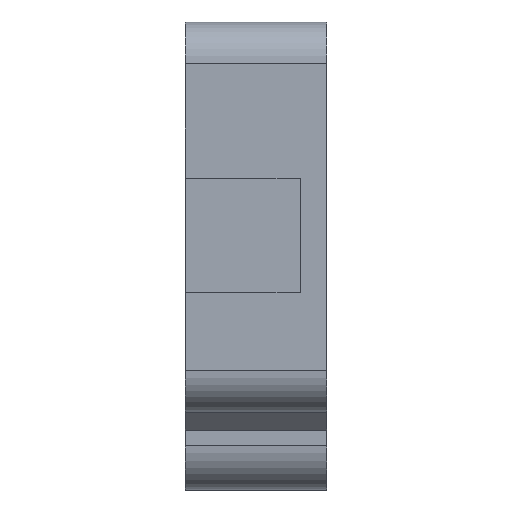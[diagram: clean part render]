
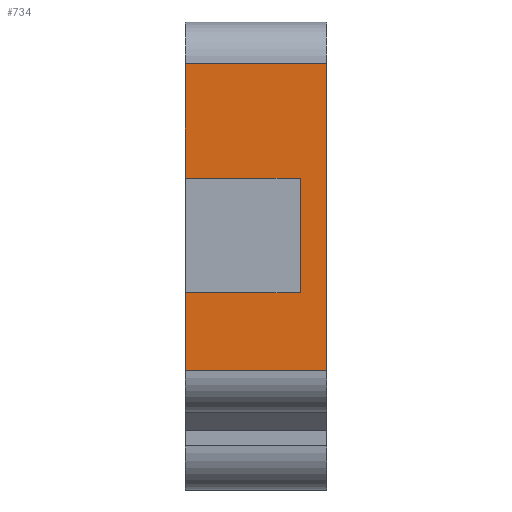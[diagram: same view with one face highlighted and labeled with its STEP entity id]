
A CAD part, left-side view. The second image highlights one B-rep face of the part: STEP entity #734.
In plain terms, the highlighted planar face has unit normal (-1, 0, 0).
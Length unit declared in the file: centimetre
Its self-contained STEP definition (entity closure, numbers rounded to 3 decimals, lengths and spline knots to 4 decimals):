
#30 = VECTOR ( 'NONE', #65, 100. ) ;
#37 = LINE ( 'NONE', #392, #30 ) ;
#65 = DIRECTION ( 'NONE',  ( 0., 1., 0. ) ) ;
#102 = LINE ( 'NONE', #1951, #262 ) ;
#117 = LINE ( 'NONE', #1104, #1554 ) ;
#203 = CARTESIAN_POINT ( 'NONE',  ( -7.4574, -2.2, -5.4009 ) ) ;
#240 = CARTESIAN_POINT ( 'NONE',  ( -7.4574, -1.7875, -2.4088 ) ) ;
#262 = VECTOR ( 'NONE', #2374, 100. ) ;
#360 = DIRECTION ( 'NONE',  ( 1., 0., 0. ) ) ;
#392 = CARTESIAN_POINT ( 'NONE',  ( -7.4574, -2.2, -4.1857 ) ) ;
#720 = LINE ( 'NONE', #2546, #2201 ) ;
#734 = ADVANCED_FACE ( 'NONE', ( #3083 ), #2580, .F. ) ;
#816 = CARTESIAN_POINT ( 'NONE',  ( -7.4574, -2.2, 0. ) ) ;
#990 = CARTESIAN_POINT ( 'NONE',  ( -7.4574, 0., -0.6213 ) ) ;
#1010 = CARTESIAN_POINT ( 'NONE',  ( -7.4574, 0., -2.4088 ) ) ;
#1034 = CARTESIAN_POINT ( 'NONE',  ( -7.4574, -2.2, -2.4088 ) ) ;
#1104 = CARTESIAN_POINT ( 'NONE',  ( -7.4574, -2.2, -0.6213 ) ) ;
#1166 = LINE ( 'NONE', #5729, #3608 ) ;
#1165 = CARTESIAN_POINT ( 'NONE',  ( -7.4574, -1.7875, -4.1857 ) ) ;
#1202 = DIRECTION ( 'NONE',  ( 0., 0., -1. ) ) ;
#1265 = ORIENTED_EDGE ( 'NONE', *, *, #2092, .F. ) ;
#1381 = CARTESIAN_POINT ( 'NONE',  ( -7.4574, 0., -5.4009 ) ) ;
#1404 = EDGE_CURVE ( 'NONE', #1731, #4582, #720, .T. ) ;
#1534 = EDGE_CURVE ( 'NONE', #3283, #1731, #1763, .T. ) ;
#1554 = VECTOR ( 'NONE', #2449, 100. ) ;
#1652 = ORIENTED_EDGE ( 'NONE', *, *, #3611, .F. ) ;
#1731 = VERTEX_POINT ( 'NONE', #203 ) ;
#1763 = LINE ( 'NONE', #4090, #5063 ) ;
#1941 = AXIS2_PLACEMENT_3D ( 'NONE', #816, #360, #1202 ) ;
#1951 = CARTESIAN_POINT ( 'NONE',  ( -7.4574, 0., 0. ) ) ;
#1989 = DIRECTION ( 'NONE',  ( 0., 1., 0. ) ) ;
#2092 = EDGE_CURVE ( 'NONE', #3224, #5630, #3386, .T. ) ;
#2122 = DIRECTION ( 'NONE',  ( 0., 0., 1. ) ) ;
#2201 = VECTOR ( 'NONE', #4333, 100. ) ;
#2370 = VECTOR ( 'NONE', #3113, 100. ) ;
#2374 = DIRECTION ( 'NONE',  ( 0., 0., -1. ) ) ;
#2449 = DIRECTION ( 'NONE',  ( 0., 1., 0. ) ) ;
#2509 = ORIENTED_EDGE ( 'NONE', *, *, #1534, .F. ) ;
#2546 = CARTESIAN_POINT ( 'NONE',  ( -7.4574, -2.2, -5.4009 ) ) ;
#2580 = PLANE ( 'NONE',  #1941 ) ;
#2611 = CARTESIAN_POINT ( 'NONE',  ( -7.4574, -2.2, -0.6213 ) ) ;
#2636 = CARTESIAN_POINT ( 'NONE',  ( -7.4574, 0., 0. ) ) ;
#2885 = ORIENTED_EDGE ( 'NONE', *, *, #1404, .F. ) ;
#2950 = ORIENTED_EDGE ( 'NONE', *, *, #5189, .T. ) ;
#3083 = FACE_OUTER_BOUND ( 'NONE', #5711, .T. ) ;
#3113 = DIRECTION ( 'NONE',  ( 0., 0., -1. ) ) ;
#3166 = DIRECTION ( 'NONE',  ( 0., 0., -1. ) ) ;
#3224 = VERTEX_POINT ( 'NONE', #240 ) ;
#3283 = VERTEX_POINT ( 'NONE', #2611 ) ;
#3386 = LINE ( 'NONE', #1034, #4673 ) ;
#3401 = EDGE_CURVE ( 'NONE', #4773, #5630, #5411, .T. ) ;
#3538 = VERTEX_POINT ( 'NONE', #5055 ) ;
#3608 = VECTOR ( 'NONE', #2122, 100. ) ;
#3611 = EDGE_CURVE ( 'NONE', #4969, #3224, #1166, .T. ) ;
#3694 = ORIENTED_EDGE ( 'NONE', *, *, #4745, .T. ) ;
#4090 = CARTESIAN_POINT ( 'NONE',  ( -7.4574, -2.2, 0. ) ) ;
#4204 = EDGE_CURVE ( 'NONE', #3538, #4582, #102, .T. ) ;
#4333 = DIRECTION ( 'NONE',  ( 0., 1., 0. ) ) ;
#4462 = ORIENTED_EDGE ( 'NONE', *, *, #3401, .T. ) ;
#4582 = VERTEX_POINT ( 'NONE', #1381 ) ;
#4673 = VECTOR ( 'NONE', #1989, 100. ) ;
#4745 = EDGE_CURVE ( 'NONE', #4969, #3538, #37, .T. ) ;
#4773 = VERTEX_POINT ( 'NONE', #990 ) ;
#4803 = ORIENTED_EDGE ( 'NONE', *, *, #4204, .T. ) ;
#4969 = VERTEX_POINT ( 'NONE', #1165 ) ;
#5055 = CARTESIAN_POINT ( 'NONE',  ( -7.4574, 0., -4.1857 ) ) ;
#5063 = VECTOR ( 'NONE', #3166, 100. ) ;
#5189 = EDGE_CURVE ( 'NONE', #3283, #4773, #117, .T. ) ;
#5411 = LINE ( 'NONE', #2636, #2370 ) ;
#5630 = VERTEX_POINT ( 'NONE', #1010 ) ;
#5711 = EDGE_LOOP ( 'NONE', ( #1652, #3694, #4803, #2885, #2509, #2950, #4462, #1265 ) ) ;
#5729 = CARTESIAN_POINT ( 'NONE',  ( -7.4574, -1.7875, 0. ) ) ;
